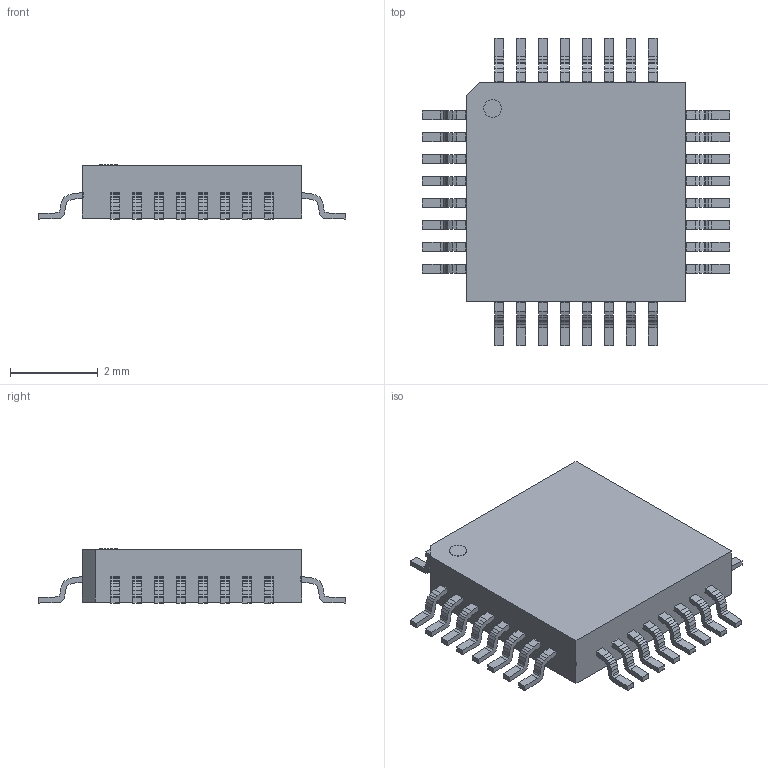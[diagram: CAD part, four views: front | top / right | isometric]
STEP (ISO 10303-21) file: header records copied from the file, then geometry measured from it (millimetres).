
FILE_DESCRIPTION (( 'STEP AP214' ), '1' );
FILE_NAME ('User Library-TQFP32-5.STEP', '2019-02-14T03:00:44', ( '' ), ( '' ), 'SwSTEP 2.0', 'SolidWorks 2019', '' );
FILE_SCHEMA (( 'AUTOMOTIVE_DESIGN' ));
Length unit declared in the file: millimetre
Products named in the file (111): User Library-TQFP32-5_Free-Models6; User Library-TQFP32-5_377218129; User Library-TQFP32-5_Board5; User Library-TQFP32-5_PINTQFP-33; User Library-TQFP32-5_Free-Models7; User Library-TQFP32-5_Extruded2; User Library-TQFP32-5_Free-Models4; User Library-TQFP32-5_Board7; User Library-TQFP32-5_BODYTQFP33; User Library-TQFP32-5; User Library-TQFP32-5_Free-Models5; User Library-TQFP32-5_Board6; User Library-TQFP32-5_Extruded3; User Library-TQFP32-5_Cylinder1; User Library-TQFP32-5_376989217; User Library-TQFP32-5_Board4; User Library-TQFP32-5_377222481; User Library-TQFP32-5_TQFP32-6
Assembly tree (172 placements, depth 8):
  User Library-TQFP32-5
    User Library-TQFP32-5_Free-Models4
      User Library-TQFP32-5_TQFP32-6
        User Library-TQFP32-5_Free-Models5
          User Library-TQFP32-5_BODYTQFP33
            User Library-TQFP32-5_Free-Models6
              User Library-TQFP32-5_376989217
                User Library-TQFP32-5_Cylinder1
              User Library-TQFP32-5_377222481
                User Library-TQFP32-5_Extruded3
            User Library-TQFP32-5_Board6
          User Library-TQFP32-5_PINTQFP-33
            User Library-TQFP32-5_Free-Models7
              User Library-TQFP32-5_377218129
                User Library-TQFP32-5_Extruded2
            User Library-TQFP32-5_Board5
          User Library-TQFP32-5_PINTQFP-33
            User Library-TQFP32-5_Free-Models7
              User Library-TQFP32-5_377218129
                User Library-TQFP32-5_Extruded2
            User Library-TQFP32-5_Board5
          User Library-TQFP32-5_PINTQFP-33
            User Library-TQFP32-5_Free-Models7
              User Library-TQFP32-5_377218129
                User Library-TQFP32-5_Extruded2
            User Library-TQFP32-5_Board5
          User Library-TQFP32-5_PINTQFP-33
            User Library-TQFP32-5_Free-Models7
              User Library-TQFP32-5_377218129
                User Library-TQFP32-5_Extruded2
            User Library-TQFP32-5_Board5
          User Library-TQFP32-5_PINTQFP-33
            User Library-TQFP32-5_Free-Models7
              User Library-TQFP32-5_377218129
                User Library-TQFP32-5_Extruded2
            User Library-TQFP32-5_Board5
          User Library-TQFP32-5_PINTQFP-33
            User Library-TQFP32-5_Free-Models7
              User Library-TQFP32-5_377218129
                User Library-TQFP32-5_Extruded2
            User Library-TQFP32-5_Board5
          User Library-TQFP32-5_PINTQFP-33
            User Library-TQFP32-5_Free-Models7
              User Library-TQFP32-5_377218129
                User Library-TQFP32-5_Extruded2
            User Library-TQFP32-5_Board5
          User Library-TQFP32-5_PINTQFP-33
            User Library-TQFP32-5_Free-Models7
              User Library-TQFP32-5_377218129
                User Library-TQFP32-5_Extruded2
            User Library-TQFP32-5_Board5
          User Library-TQFP32-5_PINTQFP-33
            User Library-TQFP32-5_Free-Models7
              User Library-TQFP32-5_377218129
                User Library-TQFP32-5_Extruded2
            User Library-TQFP32-5_Board5
          User Library-TQFP32-5_PINTQFP-33
            User Library-TQFP32-5_Free-Models7
              User Library-TQFP32-5_377218129
                User Library-TQFP32-5_Extruded2
Bounding box: 7 x 7 x 1.23 mm (x, y, z)
Volume: 31 mm3; surface area: 103.5 mm2
Topology: 69 solids, 69 shells, 1053 faces, 2745 edges, 1830 vertices
Faces by surface type: plane 1051, cylinder 2
Entity records: 5203 total; most frequent: DIRECTION 823, CARTESIAN_POINT 574, AXIS2_PLACEMENT_3D 343, PRODUCT_DEFINITION_SHAPE 283, ORIENTED_EDGE 282, APPLICATION_PROTOCOL_DEFINITION 222, APPLICATION_CONTEXT 222, ITEM_DEFINED_TRANSFORMATION 172
